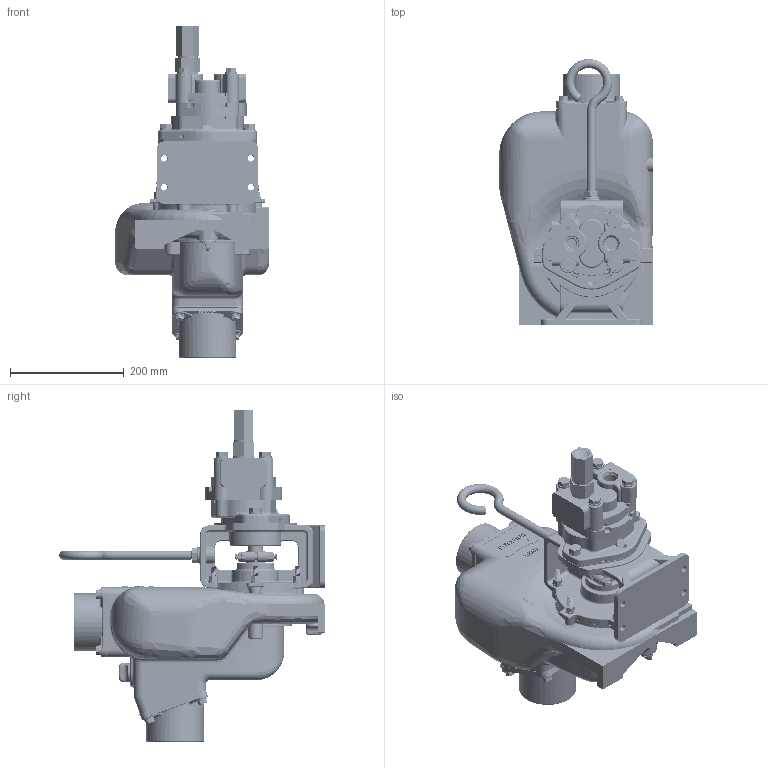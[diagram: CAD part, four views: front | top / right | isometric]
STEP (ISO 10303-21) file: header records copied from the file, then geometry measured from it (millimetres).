
FILE_DESCRIPTION(/* description */ ('3" PUMP HOUSING'),/* implementation_level */ '2;1');
FILE_NAME(/* name */ '300PHYSS.stp',/* time_stamp */ '2015-06-12T16:15:22-04:00',/* author */ ('mclevenger'),/* organization */ (''),/* preprocessor_version */ 'ST-DEVELOPER v15.6',/* originating_system */ 'Autodesk Inventor 2015',/* authorisation */ '');
FILE_SCHEMA (('AUTOMOTIVE_DESIGN { 1 0 10303 214 3 1 1 }'));
Products named in the file (41): 18001SS; 18004SS; 18106SS; V20018; 18044; 18042X; 18014; 18015; 18016; V07019; V07018; 18042; 18010SS; 18008SS; 18012SS; 18218; 12777SS; 13777SS; 13778V; UV15163V; 18126SS; 18049SS; 18021; 18034; 18033; V20019; 18023SSX; 18023SS; 18125SS; 18029B; 18030; 18032; 18029; 17449; HY10121; 18055; 18502; 18058; HY10122; HY10123 ...
Assembly tree (78 placements, depth 4):
  300PHYSS
    18126SS
      18001SS
      18004SS
      18106SS  x2
      V20018  x8
      18044
      18042
        18042X
        18014
        18015
        18016
        V07019
        V07018
      18010SS  x8
      18008SS
      18012SS
      18218  x6
      12777SS
      13777SS
      13778V
      UV15163V
    18049SS
    18021
    18034
    18033
    V20018  x6
    V20019  x6
    18023SS
      18023SSX
    18125SS
    18029
      18029B  x2
      18030  x2
      18032  x2
      V20018  x2
    17449  x2
    HY10121
    18055
    18502
    18058  x2
    HY10123
    HY10122
Bounding box: 270.51 x 468.11 x 584.82 mm (x, y, z)
Volume: 6956100.6 mm3; surface area: 1634976.2 mm2
Topology: 74 solids, 137 shells, 7392 faces, 17924 edges, 10735 vertices
Faces by surface type: cylinder 2473, cone 1657, plane 1572, bspline 1211, torus 398, sphere 81
Full cylindrical faces by diameter (mm): 4.775 x1, 6.35 x3, 7.144 x3, 7.633 x204, 7.798 x16, 8.236 x30, 8.57 x46, 9.525 x72, 10.319 x28, 10.592 x2, 11.112 x13, 11.113 x1, 12.7 x10, 13.106 x4, 13.386 x1, 14.224 x4, 14.529 x2, 15.875 x2, 15.889 x4, 17.78 x1, 18.542 x4, 19.012 x1, 21.336 x2, 22.225 x4, 22.226 x1, 22.631 x1, 23.767 x4, 25.324 x1, 25.387 x1, 25.451 x1
Entity records: 214161 total; most frequent: CARTESIAN_POINT 105488, ORIENTED_EDGE 23200, DIRECTION 19840, EDGE_CURVE 11593, AXIS2_PLACEMENT_3D 7709, VERTEX_POINT 7445, EDGE_LOOP 5915, ADVANCED_FACE 4984
